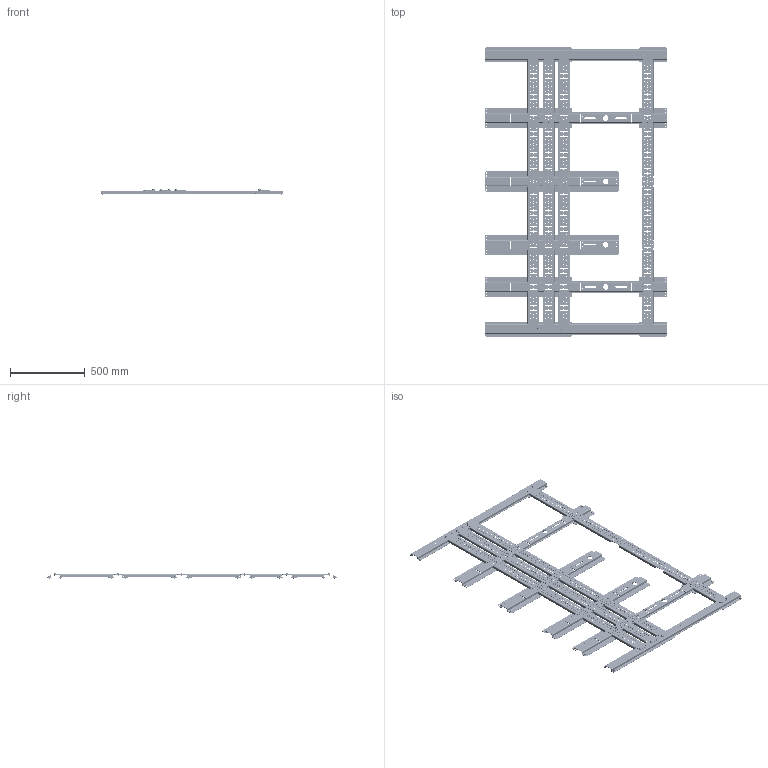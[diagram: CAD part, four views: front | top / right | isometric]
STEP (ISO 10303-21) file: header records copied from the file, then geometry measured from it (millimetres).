
FILE_DESCRIPTION(/* description */ (''),/* implementation_level */ '2;1');
FILE_NAME(/* name */ 'OFF_50W_step_31034703007a148_asm.stp_x_t.stp',/* time_stamp */ '2024-02-29T13:32:09+05:00',/* author */ (''),/* organization */ (''),/* preprocessor_version */ 'ST-DEVELOPER v16.7',/* originating_system */ 'SIEMENS PLM Software NX 12.0',/* authorisation */ '');
FILE_SCHEMA (('AUTOMOTIVE_DESIGN { 1 0 10303 214 3 1 1 1 }'));
Products named in the file (1): 40902F187C78ly0b
Bounding box: 1216.91 x 1927.66 x 36.96 mm (x, y, z)
Volume: 4038967.2 mm3; surface area: 3356838.4 mm2
Topology: 1 solids, 31 shells, 4570 faces, 12565 edges, 8125 vertices
Faces by surface type: plane 2630, cylinder 1740, cone 150, torus 50
Full cylindrical faces by diameter (mm): 5.613 x810, 6.477 x80, 6.756 x48, 13.208 x50
Entity records: 142980 total; most frequent: CARTESIAN_POINT 25283, DIRECTION 24066, ORIENTED_EDGE 22540, EDGE_CURVE 11270, AXIS2_PLACEMENT_3D 8469, VERTEX_POINT 7910, EDGE_LOOP 7904, LINE 7128
